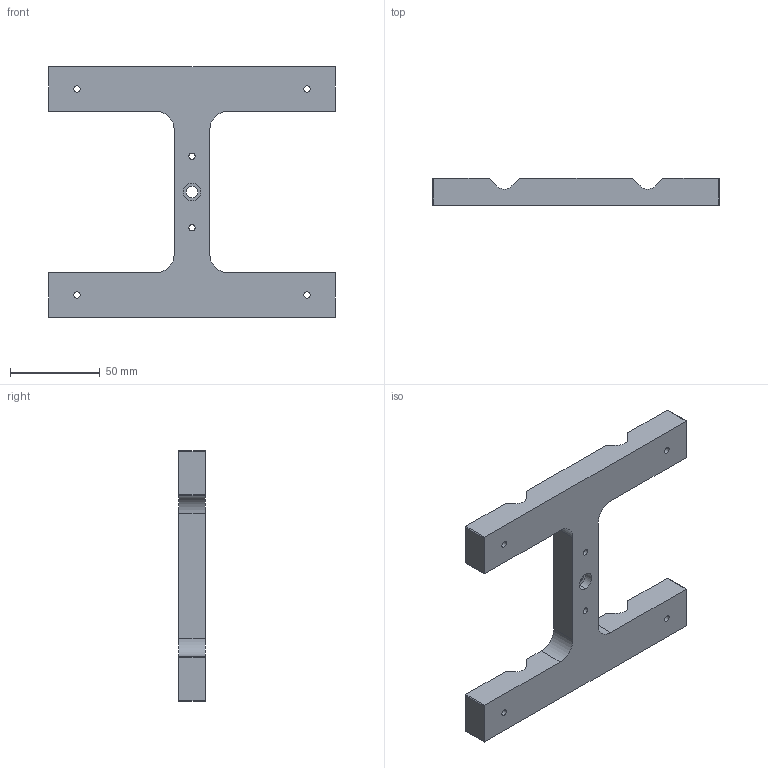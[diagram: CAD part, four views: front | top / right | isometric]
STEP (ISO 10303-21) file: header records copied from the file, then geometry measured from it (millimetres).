
FILE_DESCRIPTION (( 'STEP AP214' ), '1' );
FILE_NAME ('rod_guide_block_lower.STEP', '2025-03-04T10:12:58', ( '' ), ( '' ), 'SwSTEP 2.0', 'SolidWorks 2024', '' );
FILE_SCHEMA (( 'AUTOMOTIVE_DESIGN' ));
Length unit declared in the file: millimetre
Products named in the file (1): rod_guide_block_lower
Bounding box: 160 x 15 x 140 mm (x, y, z)
Volume: 140081.1 mm3; surface area: 33741.8 mm2
Topology: 1 solids, 1 shells, 71 faces, 200 edges, 132 vertices
Faces by surface type: cylinder 32, plane 27, cone 12
Entity records: 2377 total; most frequent: DIRECTION 428, CARTESIAN_POINT 404, ORIENTED_EDGE 400, EDGE_CURVE 200, AXIS2_PLACEMENT_3D 156, VERTEX_POINT 132, VECTOR 116, LINE 116
